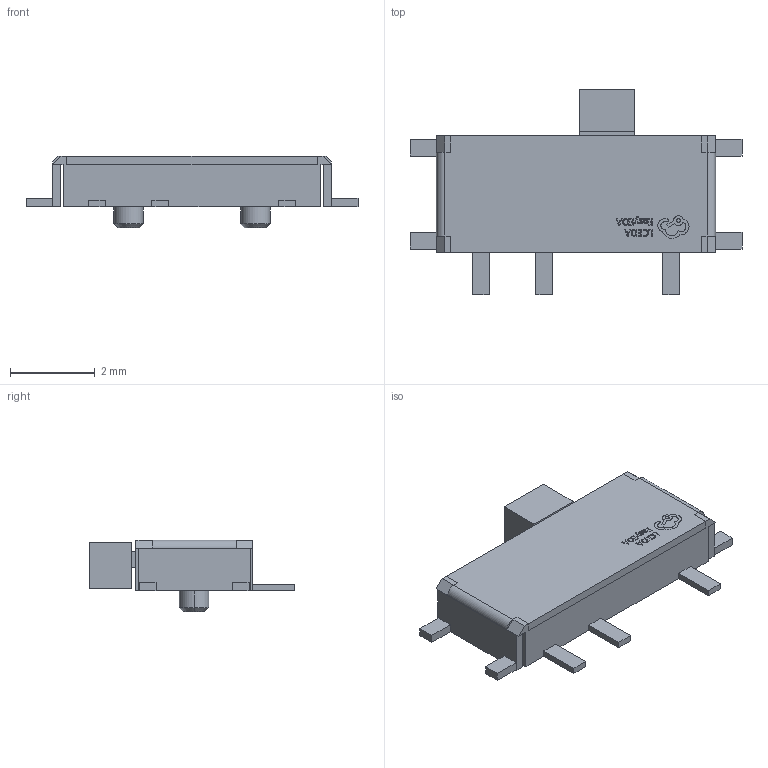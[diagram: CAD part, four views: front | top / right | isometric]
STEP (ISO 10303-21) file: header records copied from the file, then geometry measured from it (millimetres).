
FILE_DESCRIPTION(('FreeCAD Model'),'2;1');
FILE_NAME('Open CASCADE Shape Model','2024-04-01T23:03:54',(''),(''), 'Open CASCADE STEP processor 7.6','FreeCAD','Unknown');
FILE_SCHEMA(('AUTOMOTIVE_DESIGN { 1 0 10303 214 1 1 1 1 }'));
Length unit declared in the file: millimetre
Products named in the file (3): SW1; SW-SMD_SS-1290; COMPOUND002
Assembly tree (2 placements, depth 3):
  SW1
    SW-SMD_SS-1290
      COMPOUND002
Bounding box: 7.85 x 4.85 x 1.7 mm (x, y, z)
Volume: 23 mm3; surface area: 129.9 mm2
Topology: 24 solids, 24 shells, 416 faces, 3207 edges, 9262 vertices
Faces by surface type: plane 296, bspline 110, cylinder 6, cone 4
Entity records: 59820 total; most frequent: CARTESIAN_POINT 20590, DIRECTION 4887, LINE 4165, VECTOR 4165, GEOMETRIC_CURVE_SET 2139, ORIENTED_EDGE 2138, PCURVE 2138, DEFINITIONAL_REPRESENTATION 2138
